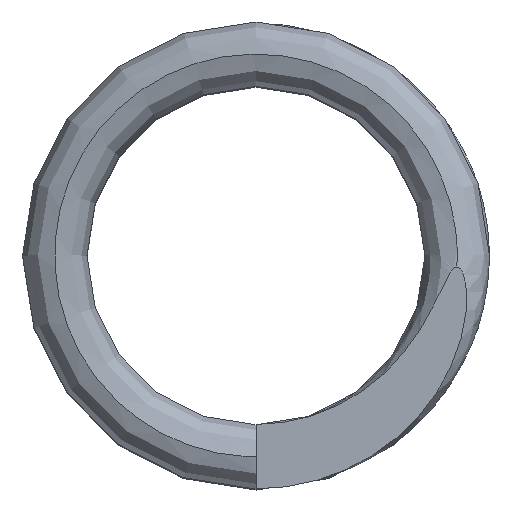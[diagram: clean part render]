
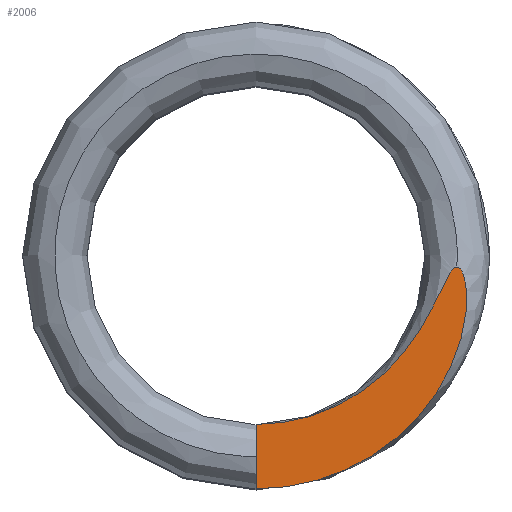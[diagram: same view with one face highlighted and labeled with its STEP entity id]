
A CAD part, top view. The second image highlights one B-rep face of the part: STEP entity #2006.
In plain terms, the highlighted planar face has unit normal (0, 0, 1).
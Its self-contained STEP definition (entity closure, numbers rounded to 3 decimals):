
#91 = B_SPLINE_CURVE_WITH_KNOTS ( 'NONE', 3,
 ( #362, #2696, #2667, #1021, #2275, #1836, #1632, #1001, #800, #1659, #1011, #570, #1450, #1623, #811, #2481, #2082, #153, #2676, #1030, #2471, #2256, #595, #2046, #820, #782, #2658, #587 ),
 .UNSPECIFIED., .F., .F.,
 ( 4, 2, 2, 2, 2, 2, 2, 2, 2, 2, 2, 2, 2, 4 ),
 ( 0., 0.001, 0.002, 0.003, 0.004, 0.004, 0.005, 0.006, 0.006, 0.007, 0.007, 0.007, 0.007, 0.008 ),
 .UNSPECIFIED. ) ;
#103 = CARTESIAN_POINT ( 'NONE',  ( 3.054, -2.307, 16. ) ) ;
#120 = FACE_OUTER_BOUND ( 'NONE', #2228, .T. ) ;
#122 = CARTESIAN_POINT ( 'NONE',  ( 4.162, -0.468, 16. ) ) ;
#153 = CARTESIAN_POINT ( 'NONE',  ( 4.538, -1.454, 16. ) ) ;
#298 = AXIS2_PLACEMENT_3D ( 'NONE', #1782, #2184, #1338 ) ;
#320 = DIRECTION ( 'NONE',  ( 0., 1., 0. ) ) ;
#333 = CARTESIAN_POINT ( 'NONE',  ( 1.894, -3.211, 16. ) ) ;
#351 = VERTEX_POINT ( 'NONE', #458 ) ;
#362 = CARTESIAN_POINT ( 'NONE',  ( 0., -5.075, 16. ) ) ;
#458 = CARTESIAN_POINT ( 'NONE',  ( 4.368, -0.253, 16. ) ) ;
#522 = CARTESIAN_POINT ( 'NONE',  ( 4.336, -0.252, 16. ) ) ;
#532 = CARTESIAN_POINT ( 'NONE',  ( 0.981, -3.561, 16. ) ) ;
#542 = CARTESIAN_POINT ( 'NONE',  ( 0.248, -3.675, 16. ) ) ;
#570 = CARTESIAN_POINT ( 'NONE',  ( 3.797, -3.175, 16. ) ) ;
#587 = CARTESIAN_POINT ( 'NONE',  ( 4.368, -0.253, 16. ) ) ;
#595 = CARTESIAN_POINT ( 'NONE',  ( 4.536, -0.507, 16. ) ) ;
#607 = LINE ( 'NONE', #1149, #2191 ) ;
#611 = ORIENTED_EDGE ( 'NONE', *, *, #1071, .T. ) ;
#666 = B_SPLINE_CURVE_WITH_KNOTS ( 'NONE', 3,
 ( #1993, #522, #2611, #2024, #731, #1601, #122, #1360, #2207, #1370, #1381, #2237, #1592, #103, #762, #2199, #1392, #333, #1182, #722, #532, #972, #542, #1573 ),
 .UNSPECIFIED., .F., .F.,
 ( 4, 2, 2, 2, 2, 2, 2, 2, 2, 2, 2, 4 ),
 ( 0.008, 0.008, 0.008, 0.008, 0.008, 0.009, 0.01, 0.01, 0.011, 0.012, 0.013, 0.013 ),
 .UNSPECIFIED. ) ;
#707 = VERTEX_POINT ( 'NONE', #1720 ) ;
#722 = CARTESIAN_POINT ( 'NONE',  ( 1.219, -3.493, 16. ) ) ;
#731 = CARTESIAN_POINT ( 'NONE',  ( 4.243, -0.337, 16. ) ) ;
#762 = CARTESIAN_POINT ( 'NONE',  ( 2.884, -2.483, 16. ) ) ;
#782 = CARTESIAN_POINT ( 'NONE',  ( 4.439, -0.29, 16. ) ) ;
#800 = CARTESIAN_POINT ( 'NONE',  ( 3.172, -3.878, 16. ) ) ;
#810 = ORIENTED_EDGE ( 'NONE', *, *, #1636, .T. ) ;
#811 = CARTESIAN_POINT ( 'NONE',  ( 4.273, -2.363, 16. ) ) ;
#820 = CARTESIAN_POINT ( 'NONE',  ( 4.482, -0.357, 16. ) ) ;
#972 = CARTESIAN_POINT ( 'NONE',  ( 0.494, -3.652, 16. ) ) ;
#1001 = CARTESIAN_POINT ( 'NONE',  ( 2.932, -4.079, 16. ) ) ;
#1011 = CARTESIAN_POINT ( 'NONE',  ( 3.602, -3.423, 16. ) ) ;
#1021 = CARTESIAN_POINT ( 'NONE',  ( 1.246, -4.921, 16. ) ) ;
#1030 = CARTESIAN_POINT ( 'NONE',  ( 4.583, -0.98, 16. ) ) ;
#1041 = ORIENTED_EDGE ( 'NONE', *, *, #1501, .F. ) ;
#1071 = EDGE_CURVE ( 'NONE', #351, #707, #666, .T. ) ;
#1149 = CARTESIAN_POINT ( 'NONE',  ( 0., -4.375, 16. ) ) ;
#1182 = CARTESIAN_POINT ( 'NONE',  ( 1.675, -3.318, 16. ) ) ;
#1338 = DIRECTION ( 'NONE',  ( -1., 0., 0. ) ) ;
#1360 = CARTESIAN_POINT ( 'NONE',  ( 4.078, -0.632, 16. ) ) ;
#1370 = CARTESIAN_POINT ( 'NONE',  ( 3.87, -1.08, 16. ) ) ;
#1381 = CARTESIAN_POINT ( 'NONE',  ( 3.761, -1.3, 16. ) ) ;
#1392 = CARTESIAN_POINT ( 'NONE',  ( 2.316, -2.954, 16. ) ) ;
#1407 = VERTEX_POINT ( 'NONE', #1989 ) ;
#1450 = CARTESIAN_POINT ( 'NONE',  ( 3.888, -3.044, 16. ) ) ;
#1501 = EDGE_CURVE ( 'NONE', #1407, #707, #607, .T. ) ;
#1573 = CARTESIAN_POINT ( 'NONE',  ( 0., -3.675, 16. ) ) ;
#1592 = CARTESIAN_POINT ( 'NONE',  ( 3.367, -1.926, 16. ) ) ;
#1601 = CARTESIAN_POINT ( 'NONE',  ( 4.19, -0.413, 16. ) ) ;
#1623 = CARTESIAN_POINT ( 'NONE',  ( 4.138, -2.644, 16. ) ) ;
#1632 = CARTESIAN_POINT ( 'NONE',  ( 2.408, -4.435, 16. ) ) ;
#1636 = EDGE_CURVE ( 'NONE', #1407, #351, #91, .T. ) ;
#1659 = CARTESIAN_POINT ( 'NONE',  ( 3.499, -3.541, 16. ) ) ;
#1720 = CARTESIAN_POINT ( 'NONE',  ( 0., -3.675, 16. ) ) ;
#1782 = CARTESIAN_POINT ( 'NONE',  ( -5.336, -8., 16. ) ) ;
#1836 = CARTESIAN_POINT ( 'NONE',  ( 2.131, -4.585, 16. ) ) ;
#1978 = PLANE ( 'NONE',  #298 ) ;
#1989 = CARTESIAN_POINT ( 'NONE',  ( 0., -5.075, 16. ) ) ;
#1993 = CARTESIAN_POINT ( 'NONE',  ( 4.368, -0.253, 16. ) ) ;
#2006 = ADVANCED_FACE ( 'NONE', ( #120 ), #1978, .F. ) ;
#2024 = CARTESIAN_POINT ( 'NONE',  ( 4.262, -0.312, 16. ) ) ;
#2046 = CARTESIAN_POINT ( 'NONE',  ( 4.497, -0.394, 16. ) ) ;
#2082 = CARTESIAN_POINT ( 'NONE',  ( 4.471, -1.764, 16. ) ) ;
#2184 = DIRECTION ( 'NONE',  ( 0., 0., -1. ) ) ;
#2191 = VECTOR ( 'NONE', #320, 1000. ) ;
#2199 = CARTESIAN_POINT ( 'NONE',  ( 2.516, -2.806, 16. ) ) ;
#2207 = CARTESIAN_POINT ( 'NONE',  ( 4.027, -0.745, 16. ) ) ;
#2228 = EDGE_LOOP ( 'NONE', ( #810, #611, #1041 ) ) ;
#2237 = CARTESIAN_POINT ( 'NONE',  ( 3.509, -1.722, 16. ) ) ;
#2256 = CARTESIAN_POINT ( 'NONE',  ( 4.551, -0.586, 16. ) ) ;
#2275 = CARTESIAN_POINT ( 'NONE',  ( 1.552, -4.827, 16. ) ) ;
#2471 = CARTESIAN_POINT ( 'NONE',  ( 4.583, -0.822, 16. ) ) ;
#2481 = CARTESIAN_POINT ( 'NONE',  ( 4.428, -1.917, 16. ) ) ;
#2611 = CARTESIAN_POINT ( 'NONE',  ( 4.307, -0.27, 16. ) ) ;
#2658 = CARTESIAN_POINT ( 'NONE',  ( 4.408, -0.256, 16. ) ) ;
#2667 = CARTESIAN_POINT ( 'NONE',  ( 0.63, -5.044, 16. ) ) ;
#2676 = CARTESIAN_POINT ( 'NONE',  ( 4.561, -1.297, 16. ) ) ;
#2696 = CARTESIAN_POINT ( 'NONE',  ( 0.317, -5.075, 16. ) ) ;
